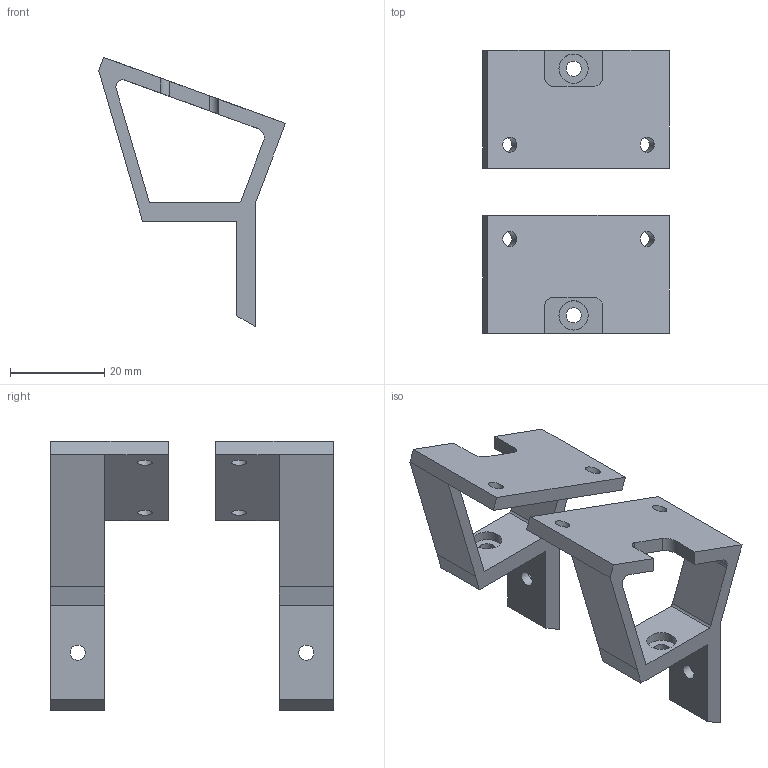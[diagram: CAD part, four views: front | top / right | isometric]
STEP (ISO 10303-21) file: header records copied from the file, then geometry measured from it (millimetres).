
FILE_DESCRIPTION(/* description */ (''),/* implementation_level */ '2;1');
FILE_NAME(/* name */ 'MSU mount.step',/* time_stamp */ '2021-04-30T22:39:23-04:00',/* author */ (''),/* organization */ (''),/* preprocessor_version */ 'ST-DEVELOPER v18.1',/* originating_system */ 'Autodesk Translation Framework v10.6.0.1341',/* authorisation */ '');
FILE_SCHEMA (('AUTOMOTIVE_DESIGN { 1 0 10303 214 3 1 1 }'));
Length unit declared in the file: millimetre
Products named in the file (1): MSU mount
Bounding box: 39.58 x 60 x 57.15 mm (x, y, z)
Volume: 12130.4 mm3; surface area: 10004.4 mm2
Topology: 2 solids, 2 shells, 66 faces, 182 edges, 120 vertices
Faces by surface type: plane 44, cylinder 22
Full cylindrical faces by diameter (mm): 3.2 x8, 6.2 x4
Entity records: 2159 total; most frequent: CARTESIAN_POINT 369, ORIENTED_EDGE 364, DIRECTION 360, EDGE_CURVE 182, LINE 138, VECTOR 138, VERTEX_POINT 120, AXIS2_PLACEMENT_3D 111
